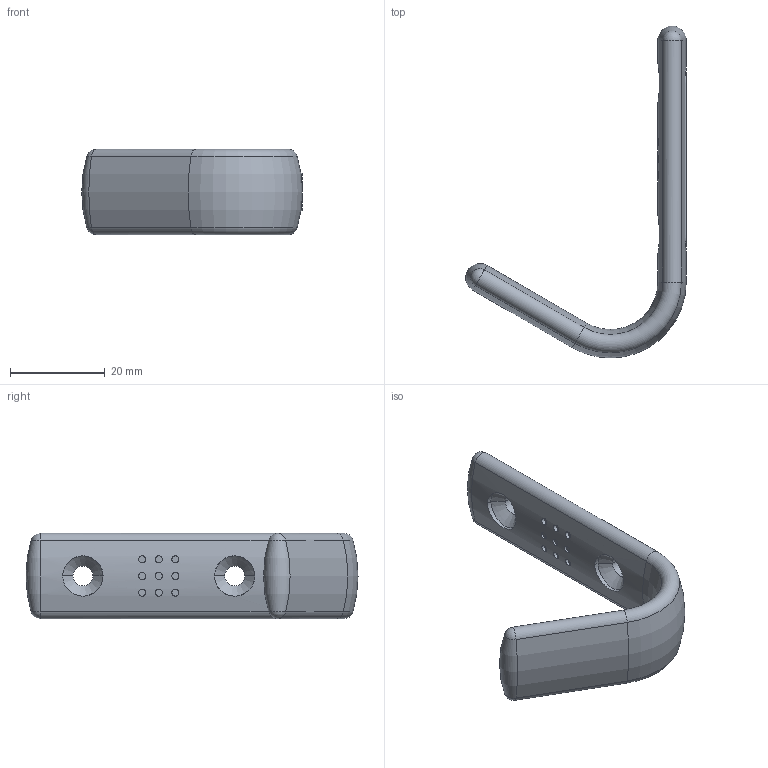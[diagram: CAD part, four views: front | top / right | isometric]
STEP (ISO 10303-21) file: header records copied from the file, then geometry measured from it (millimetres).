
FILE_DESCRIPTION(('Creo Elements/Direct Modeling STEP Export'),'2;1');
FILE_NAME('1607.stp','2017-09-08T 7:40:13',(''),(''),'Creo Elements/Direct Modeling STEP processor for AP214 (Solid Model)','Creo Elements/Direct Modeling 20.0 12-Nov-2016 (C) Parametric Technology GmbH','');
FILE_SCHEMA(('AUTOMOTIVE_DESIGN { 1 0 10303 214 1 1 1 1 }'));
Length unit declared in the file: millimetre
Products named in the file (2): Mantelhaken
Assembly tree (1 placements, depth 2):
  Mantelhaken
    Mantelhaken
Bounding box: 46.49 x 70 x 18 mm (x, y, z)
Volume: 9077 mm3; surface area: 4636.7 mm2
Topology: 1 solids, 1 shells, 64 faces, 139 edges, 83 vertices
Faces by surface type: cylinder 38, plane 12, torus 6, cone 4, sphere 4
Entity records: 5400 total; most frequent: CARTESIAN_POINT 3985, DIRECTION 282, ORIENTED_EDGE 270, EDGE_CURVE 135, AXIS2_PLACEMENT_3D 118, VERTEX_POINT 83, EDGE_LOOP 78, FACE_OUTER_BOUND 64
